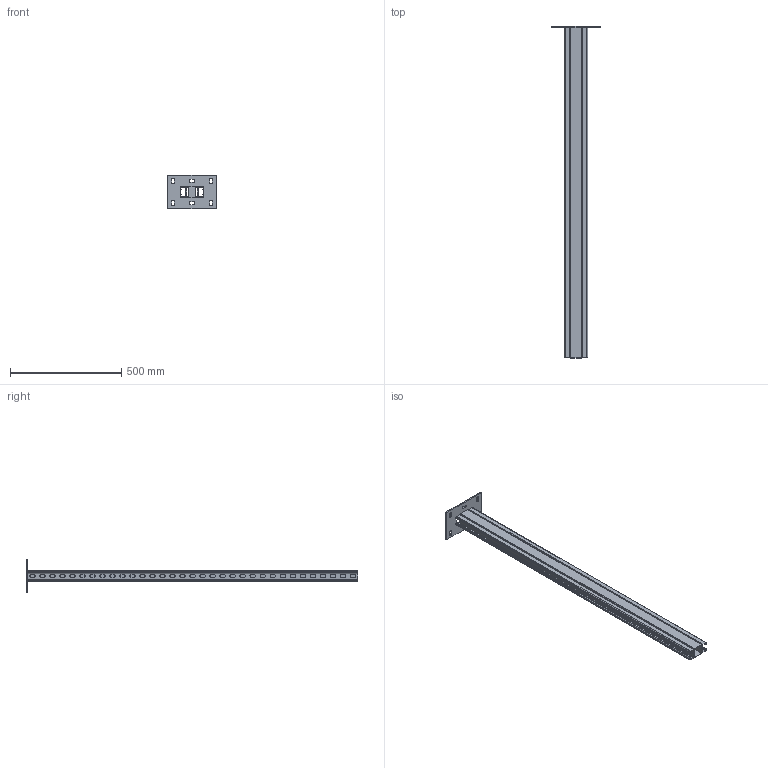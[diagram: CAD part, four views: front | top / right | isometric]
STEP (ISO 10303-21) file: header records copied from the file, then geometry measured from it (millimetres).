
FILE_DESCRIPTION (( 'STEP AP203' ), '1' );
FILE_NAME ('10-02-1432.STEP', '2013-05-02T11:50:34', ( 'asennus' ), ( '' ), 'SwSTEP 2.0', 'SolidWorks 2013', '' );
FILE_SCHEMA (( 'CONFIG_CONTROL_DESIGN' ));
Length unit declared in the file: millimetre
Products named in the file (1): 10-02-1432
Bounding box: 220 x 1491 x 149 mm (x, y, z)
Volume: 1402270.7 mm3; surface area: 1319236.9 mm2
Topology: 4 solids, 4 shells, 506 faces, 1398 edges, 900 vertices
Faces by surface type: cylinder 254, plane 252
Entity records: 16533 total; most frequent: DIRECTION 2920, CARTESIAN_POINT 2805, ORIENTED_EDGE 2796, EDGE_CURVE 1398, AXIS2_PLACEMENT_3D 1015, VERTEX_POINT 900, VECTOR 890, LINE 890
